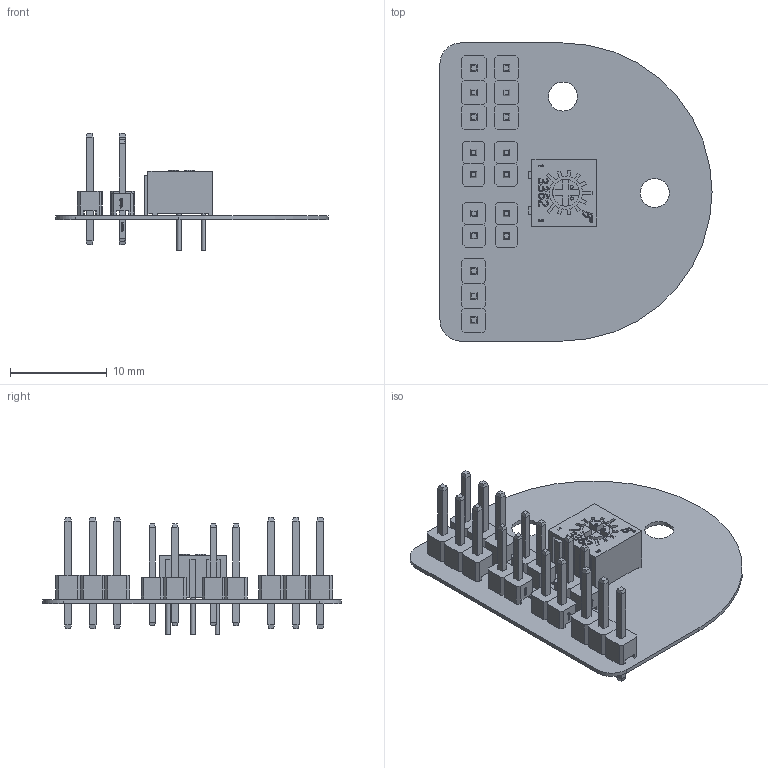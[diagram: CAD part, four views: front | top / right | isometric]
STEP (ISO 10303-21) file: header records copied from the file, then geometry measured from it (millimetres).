
FILE_DESCRIPTION(('Open CASCADE Model'),'2;1');
FILE_NAME('Open CASCADE Shape Model','2022-10-20T18:30:24',('Author'),( 'Open CASCADE'),'Open CASCADE STEP processor 6.8','Open CASCADE 6.8' ,'Unknown');
FILE_SCHEMA(('AUTOMOTIVE_DESIGN { 1 0 10303 214 1 1 1 1 }'));
Length unit declared in the file: millimetre
Products named in the file (19): PCB; Board; H7; Pin1X2; HDR-TH_2P-P2.54-V-M-1; COMPOUND_(1); R1; slide_res; RES-ADJ-TH_3362P; SOLID_(2); H1; J7; HDR-M-2.54_1X3; COMPOUND_(3); H2; H3; H4; H5; H6
Assembly tree (23 placements, depth 5):
  PCB
    Board
    H7
      Pin1X2
        HDR-TH_2P-P2.54-V-M-1
          COMPOUND_(1)
    R1
      slide_res
        RES-ADJ-TH_3362P
          SOLID_(2)
    H1
      J7
        HDR-M-2.54_1X3
          COMPOUND_(3)
    H2
      Pin1X2
        HDR-TH_2P-P2.54-V-M-1
          COMPOUND_(1)
    H3
      J7
        HDR-M-2.54_1X3
          COMPOUND_(3)
    H4
      J7
        HDR-M-2.54_1X3
          COMPOUND_(3)
    H5
      Pin1X2
        HDR-TH_2P-P2.54-V-M-1
          COMPOUND_(1)
    H6
      Pin1X2
        HDR-TH_2P-P2.54-V-M-1
          COMPOUND_(1)
Bounding box: 28.09 x 30.79 x 12.11 mm (x, y, z)
Volume: 782.3 mm3; surface area: 2796.9 mm2
Topology: 19 solids, 19 shells, 2949 faces, 7772 edges, 5130 vertices
Faces by surface type: plane 2092, bspline 808, cylinder 49
Full cylindrical faces by diameter (mm): 0.32 x2, 0.46 x3, 0.762 x3, 0.889 x9, 1 x8, 3 x2
Entity records: 53246 total; most frequent: CARTESIAN_POINT 17784, ORIENTED_EDGE 6358, DIRECTION 4683, EDGE_CURVE 3179, LINE 2389, VECTOR 2389, VERTEX_POINT 2100, FACE_BOUND 1345
